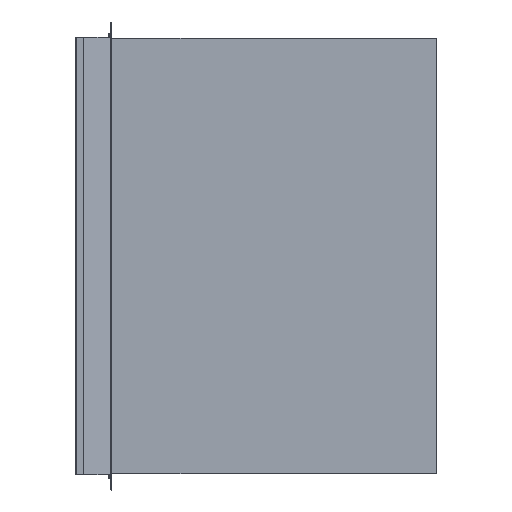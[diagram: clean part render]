
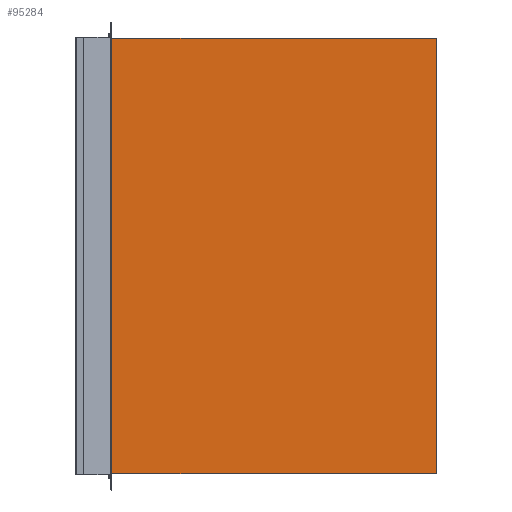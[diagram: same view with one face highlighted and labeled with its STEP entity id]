
A CAD part, front view. The second image highlights one B-rep face of the part: STEP entity #95284.
In plain terms, the highlighted face is planar.
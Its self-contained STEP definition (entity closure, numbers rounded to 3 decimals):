
#933 = AXIS2_PLACEMENT_3D ( 'NONE', #39207, #40856, #106234 ) ;
#1333 = ORIENTED_EDGE ( 'NONE', *, *, #61932, .F. ) ;
#2605 = PLANE ( 'NONE',  #32068 ) ;
#4858 = VERTEX_POINT ( 'NONE', #36413 ) ;
#5495 = DIRECTION ( 'NONE',  ( 0., 1., 0. ) ) ;
#5763 = VECTOR ( 'NONE', #40633, 1000. ) ;
#6888 = ORIENTED_EDGE ( 'NONE', *, *, #63082, .T. ) ;
#7036 = CARTESIAN_POINT ( 'NONE',  ( 1., 27., -8.38 ) ) ;
#11351 = DIRECTION ( 'NONE',  ( -1., 0., 0. ) ) ;
#13546 = EDGE_CURVE ( 'NONE', #20909, #24575, #97568, .T. ) ;
#13648 = EDGE_CURVE ( 'NONE', #61704, #20909, #29484, .T. ) ;
#15079 = LINE ( 'NONE', #66297, #82146 ) ;
#15434 = CARTESIAN_POINT ( 'NONE',  ( 1., 1200., -8.38 ) ) ;
#16077 = VECTOR ( 'NONE', #75329, 1000. ) ;
#18413 = DIRECTION ( 'NONE',  ( 1., 0., 0. ) ) ;
#19896 = VERTEX_POINT ( 'NONE', #60708 ) ;
#20896 = CARTESIAN_POINT ( 'NONE',  ( 1494., 1., -8.38 ) ) ;
#20909 = VERTEX_POINT ( 'NONE', #59524 ) ;
#24445 = AXIS2_PLACEMENT_3D ( 'NONE', #91207, #65612, #90657 ) ;
#24575 = VERTEX_POINT ( 'NONE', #32457 ) ;
#27673 = CARTESIAN_POINT ( 'NONE',  ( 0., 0., -8.38 ) ) ;
#28063 = CARTESIAN_POINT ( 'NONE',  ( 1495., 27., -8.38 ) ) ;
#29484 = LINE ( 'NONE', #79625, #100163 ) ;
#32068 = AXIS2_PLACEMENT_3D ( 'NONE', #27673, #52775, #11351 ) ;
#32457 = CARTESIAN_POINT ( 'NONE',  ( 1494., 1199., -8.38 ) ) ;
#35181 = LINE ( 'NONE', #28063, #100372 ) ;
#35697 = CIRCLE ( 'NONE', #933, 12.5 ) ;
#36413 = CARTESIAN_POINT ( 'NONE',  ( 1494., 52., -8.38 ) ) ;
#36628 = ORIENTED_EDGE ( 'NONE', *, *, #65771, .F. ) ;
#36894 = EDGE_CURVE ( 'NONE', #92362, #61704, #42123, .T. ) ;
#37097 = CARTESIAN_POINT ( 'NONE',  ( 1495., 1199., -8.38 ) ) ;
#38476 = EDGE_CURVE ( 'NONE', #94953, #94087, #66945, .T. ) ;
#39207 = CARTESIAN_POINT ( 'NONE',  ( 1459.5, 39.5, -8.38 ) ) ;
#39762 = LINE ( 'NONE', #73007, #43680 ) ;
#40422 = CARTESIAN_POINT ( 'NONE',  ( 1459.5, 52., -8.38 ) ) ;
#40633 = DIRECTION ( 'NONE',  ( -1., 0., 0. ) ) ;
#40856 = DIRECTION ( 'NONE',  ( 0., 0., -1. ) ) ;
#41048 = VECTOR ( 'NONE', #62190, 1000. ) ;
#41803 = CARTESIAN_POINT ( 'NONE',  ( 1447., 39.5, -8.38 ) ) ;
#41890 = VERTEX_POINT ( 'NONE', #41803 ) ;
#42123 = LINE ( 'NONE', #51380, #73319 ) ;
#43680 = VECTOR ( 'NONE', #49044, 1000. ) ;
#44059 = FACE_OUTER_BOUND ( 'NONE', #59621, .T. ) ;
#44313 = ORIENTED_EDGE ( 'NONE', *, *, #46556, .T. ) ;
#44813 = EDGE_CURVE ( 'NONE', #41890, #45467, #45380, .T. ) ;
#45380 = CIRCLE ( 'NONE', #24445, 12.5 ) ;
#45467 = VERTEX_POINT ( 'NONE', #40422 ) ;
#46233 = AXIS2_PLACEMENT_3D ( 'NONE', #67421, #100655, #51607 ) ;
#46556 = EDGE_CURVE ( 'NONE', #101183, #105525, #39762, .T. ) ;
#47660 = CARTESIAN_POINT ( 'NONE',  ( 35.5, 27., -8.38 ) ) ;
#48814 = CARTESIAN_POINT ( 'NONE',  ( 0., 1., -8.38 ) ) ;
#49044 = DIRECTION ( 'NONE',  ( 0., -1., 0. ) ) ;
#51380 = CARTESIAN_POINT ( 'NONE',  ( 0., 52., -8.38 ) ) ;
#51607 = DIRECTION ( 'NONE',  ( 1., 0., 0. ) ) ;
#51833 = VECTOR ( 'NONE', #65034, 1000. ) ;
#52775 = DIRECTION ( 'NONE',  ( 0., 0., -1. ) ) ;
#52833 = EDGE_CURVE ( 'NONE', #105525, #19896, #63671, .T. ) ;
#54297 = ORIENTED_EDGE ( 'NONE', *, *, #85015, .F. ) ;
#55342 = ORIENTED_EDGE ( 'NONE', *, *, #13546, .T. ) ;
#56054 = ORIENTED_EDGE ( 'NONE', *, *, #101489, .T. ) ;
#57610 = VERTEX_POINT ( 'NONE', #76510 ) ;
#59524 = CARTESIAN_POINT ( 'NONE',  ( 1., 1199., -8.38 ) ) ;
#59621 = EDGE_LOOP ( 'NONE', ( #82048, #99709, #6888, #102290, #101764, #55342, #56054, #54297, #80222, #1333, #36628, #44313, #61960 ) ) ;
#60708 = CARTESIAN_POINT ( 'NONE',  ( 1., 1., -8.38 ) ) ;
#61704 = VERTEX_POINT ( 'NONE', #79018 ) ;
#61932 = EDGE_CURVE ( 'NONE', #57610, #41890, #35697, .T. ) ;
#61960 = ORIENTED_EDGE ( 'NONE', *, *, #52833, .T. ) ;
#62190 = DIRECTION ( 'NONE',  ( 1., 0., 0. ) ) ;
#63082 = EDGE_CURVE ( 'NONE', #94087, #92362, #98425, .T. ) ;
#63671 = LINE ( 'NONE', #48814, #5763 ) ;
#65034 = DIRECTION ( 'NONE',  ( 0., 1., 0. ) ) ;
#65612 = DIRECTION ( 'NONE',  ( 0., 0., -1. ) ) ;
#65762 = DIRECTION ( 'NONE',  ( 0., -1., 0. ) ) ;
#65771 = EDGE_CURVE ( 'NONE', #101183, #57610, #35181, .T. ) ;
#66297 = CARTESIAN_POINT ( 'NONE',  ( 1494., 0., -8.38 ) ) ;
#66945 = LINE ( 'NONE', #76169, #84145 ) ;
#67421 = CARTESIAN_POINT ( 'NONE',  ( 35.5, 39.5, -8.38 ) ) ;
#68339 = EDGE_CURVE ( 'NONE', #19896, #94953, #80818, .T. ) ;
#72107 = LINE ( 'NONE', #107497, #16077 ) ;
#73007 = CARTESIAN_POINT ( 'NONE',  ( 1494., 0., -8.38 ) ) ;
#73319 = VECTOR ( 'NONE', #85121, 1000. ) ;
#75329 = DIRECTION ( 'NONE',  ( 1., 0., 0. ) ) ;
#76169 = CARTESIAN_POINT ( 'NONE',  ( 0., 27., -8.38 ) ) ;
#76510 = CARTESIAN_POINT ( 'NONE',  ( 1459.5, 27., -8.38 ) ) ;
#79018 = CARTESIAN_POINT ( 'NONE',  ( 1., 52., -8.38 ) ) ;
#79625 = CARTESIAN_POINT ( 'NONE',  ( 1., 1200., -8.38 ) ) ;
#80222 = ORIENTED_EDGE ( 'NONE', *, *, #44813, .F. ) ;
#80818 = LINE ( 'NONE', #15434, #51833 ) ;
#82048 = ORIENTED_EDGE ( 'NONE', *, *, #68339, .T. ) ;
#82146 = VECTOR ( 'NONE', #65762, 1000. ) ;
#83710 = DIRECTION ( 'NONE',  ( -1., 0., 0. ) ) ;
#84145 = VECTOR ( 'NONE', #18413, 1000. ) ;
#85015 = EDGE_CURVE ( 'NONE', #45467, #4858, #72107, .T. ) ;
#85121 = DIRECTION ( 'NONE',  ( -1., 0., 0. ) ) ;
#90657 = DIRECTION ( 'NONE',  ( -1., 0., 0. ) ) ;
#91207 = CARTESIAN_POINT ( 'NONE',  ( 1459.5, 39.5, -8.38 ) ) ;
#92362 = VERTEX_POINT ( 'NONE', #95704 ) ;
#94087 = VERTEX_POINT ( 'NONE', #47660 ) ;
#94953 = VERTEX_POINT ( 'NONE', #7036 ) ;
#95284 = ADVANCED_FACE ( 'NONE', ( #44059 ), #2605, .T. ) ;
#95704 = CARTESIAN_POINT ( 'NONE',  ( 35.5, 52., -8.38 ) ) ;
#95725 = CARTESIAN_POINT ( 'NONE',  ( 1494., 27., -8.38 ) ) ;
#97568 = LINE ( 'NONE', #37097, #41048 ) ;
#98425 = CIRCLE ( 'NONE', #46233, 12.5 ) ;
#99709 = ORIENTED_EDGE ( 'NONE', *, *, #38476, .T. ) ;
#100163 = VECTOR ( 'NONE', #5495, 1000. ) ;
#100372 = VECTOR ( 'NONE', #83710, 1000. ) ;
#100655 = DIRECTION ( 'NONE',  ( 0., 0., 1. ) ) ;
#101183 = VERTEX_POINT ( 'NONE', #95725 ) ;
#101489 = EDGE_CURVE ( 'NONE', #24575, #4858, #15079, .T. ) ;
#101764 = ORIENTED_EDGE ( 'NONE', *, *, #13648, .T. ) ;
#102290 = ORIENTED_EDGE ( 'NONE', *, *, #36894, .T. ) ;
#105525 = VERTEX_POINT ( 'NONE', #20896 ) ;
#106234 = DIRECTION ( 'NONE',  ( -1., 0., 0. ) ) ;
#107497 = CARTESIAN_POINT ( 'NONE',  ( 1495., 52., -8.38 ) ) ;
